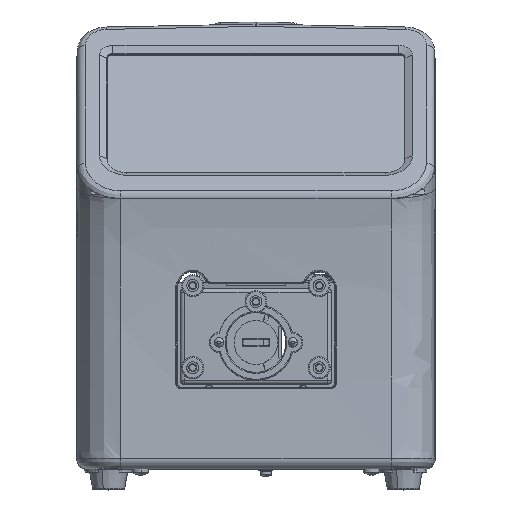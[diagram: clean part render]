
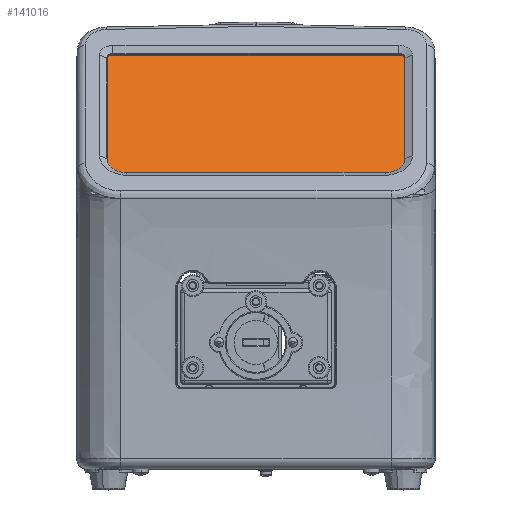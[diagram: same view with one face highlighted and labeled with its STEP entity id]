
A CAD part, top view. The second image highlights one B-rep face of the part: STEP entity #141016.
In plain terms, the highlighted planar face has unit normal (0, 0.701, 0.713).
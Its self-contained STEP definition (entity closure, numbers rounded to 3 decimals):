
#3568 = LINE ( 'NONE', #36928, #93864 ) ;
#5267 = VECTOR ( 'NONE', #110343, 1000. ) ;
#5602 = FACE_OUTER_BOUND ( 'NONE', #61126, .T. ) ;
#7851 = CARTESIAN_POINT ( 'NONE',  ( 0.557, 147.054, 275.748 ) ) ;
#11812 = DIRECTION ( 'NONE',  ( 0., -0.701, -0.713 ) ) ;
#16897 = VERTEX_POINT ( 'NONE', #197099 ) ;
#20133 = EDGE_CURVE ( 'NONE', #105781, #16897, #3568, .T. ) ;
#28459 = CARTESIAN_POINT ( 'NONE',  ( 0.557, 179.288, 244.048 ) ) ;
#32223 = DIRECTION ( 'NONE',  ( -1., 0., 0. ) ) ;
#34705 = CARTESIAN_POINT ( 'NONE',  ( 79.097, 208.3, 215.517 ) ) ;
#36928 = CARTESIAN_POINT ( 'NONE',  ( -75.003, 179.288, 244.048 ) ) ;
#42353 = EDGE_CURVE ( 'NONE', #67506, #165242, #193595, .T. ) ;
#42832 = AXIS2_PLACEMENT_3D ( 'NONE', #28459, #11812, #145235 ) ;
#45650 = LINE ( 'NONE', #95795, #174771 ) ;
#61126 = EDGE_LOOP ( 'NONE', ( #77404, #181096, #122182, #69721 ) ) ;
#67506 = VERTEX_POINT ( 'NONE', #136413 ) ;
#69721 = ORIENTED_EDGE ( 'NONE', *, *, #42353, .T. ) ;
#77404 = ORIENTED_EDGE ( 'NONE', *, *, #181789, .T. ) ;
#86992 = VECTOR ( 'NONE', #124541, 1000. ) ;
#93864 = VECTOR ( 'NONE', #107511, 1000. ) ;
#95795 = CARTESIAN_POINT ( 'NONE',  ( 0.557, 208.3, 215.517 ) ) ;
#97849 = LINE ( 'NONE', #7851, #86992 ) ;
#105781 = VERTEX_POINT ( 'NONE', #191531 ) ;
#107511 = DIRECTION ( 'NONE',  ( 0., -0.713, 0.701 ) ) ;
#110343 = DIRECTION ( 'NONE',  ( 0., 0.713, -0.701 ) ) ;
#122182 = ORIENTED_EDGE ( 'NONE', *, *, #144544, .T. ) ;
#124541 = DIRECTION ( 'NONE',  ( 1., 0., 0. ) ) ;
#136413 = CARTESIAN_POINT ( 'NONE',  ( 79.097, 147.054, 275.748 ) ) ;
#141016 = ADVANCED_FACE ( 'NONE', ( #5602 ), #175045, .F. ) ;
#144544 = EDGE_CURVE ( 'NONE', #16897, #67506, #97849, .T. ) ;
#145235 = DIRECTION ( 'NONE',  ( 0., -0.713, 0.701 ) ) ;
#165242 = VERTEX_POINT ( 'NONE', #34705 ) ;
#174771 = VECTOR ( 'NONE', #32223, 1000. ) ;
#175045 = PLANE ( 'NONE',  #42832 ) ;
#181096 = ORIENTED_EDGE ( 'NONE', *, *, #20133, .T. ) ;
#181789 = EDGE_CURVE ( 'NONE', #165242, #105781, #45650, .T. ) ;
#191531 = CARTESIAN_POINT ( 'NONE',  ( -75.003, 208.3, 215.517 ) ) ;
#193595 = LINE ( 'NONE', #196869, #5267 ) ;
#196869 = CARTESIAN_POINT ( 'NONE',  ( 79.097, 179.288, 244.048 ) ) ;
#197099 = CARTESIAN_POINT ( 'NONE',  ( -75.003, 147.054, 275.748 ) ) ;
